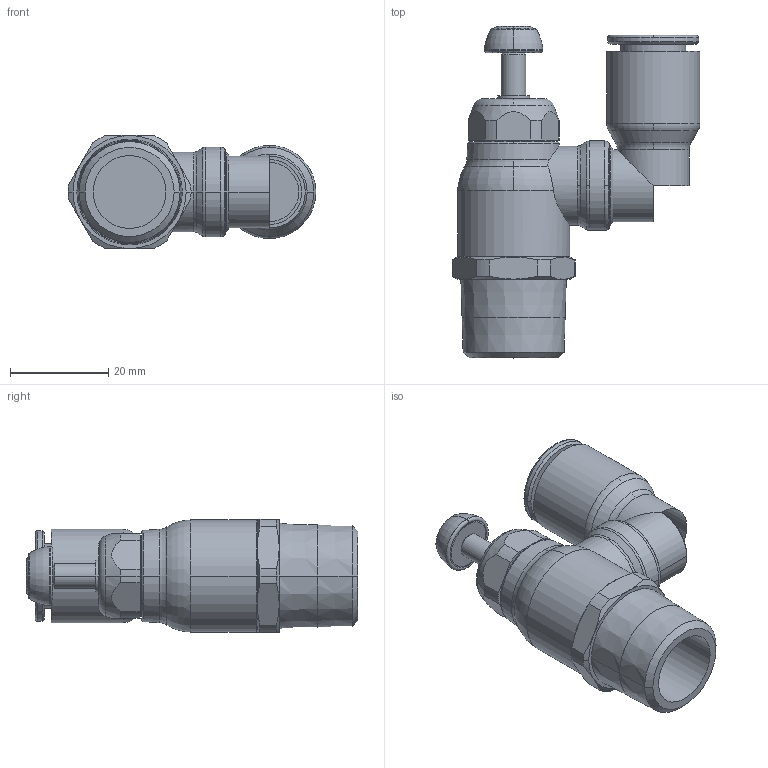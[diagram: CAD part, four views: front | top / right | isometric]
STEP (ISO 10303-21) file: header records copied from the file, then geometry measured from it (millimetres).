
FILE_DESCRIPTION(('STEP AP214'),'1');
FILE_NAME('7045_12_21.stp','2016-07-07T14:14:25',('TraceParts'),('TraceParts S.A.'),'Spatial InterOp 3D',' ',' ');
FILE_SCHEMA(('automotive_design'));
Length unit declared in the file: millimetre
Products named in the file (1): 1
Bounding box: 50.4 x 67.5 x 23 mm (x, y, z)
Volume: 23738.3 mm3; surface area: 9196.8 mm2
Topology: 1 solids, 2 shells, 168 faces, 416 edges, 265 vertices
Faces by surface type: cone 46, torus 45, cylinder 44, plane 31, revolution 2
Entity records: 5437 total; most frequent: CARTESIAN_POINT 1307, DIRECTION 976, ORIENTED_EDGE 828, AXIS2_PLACEMENT_3D 439, EDGE_CURVE 414, CIRCLE 272, VERTEX_POINT 264, EDGE_LOOP 184
